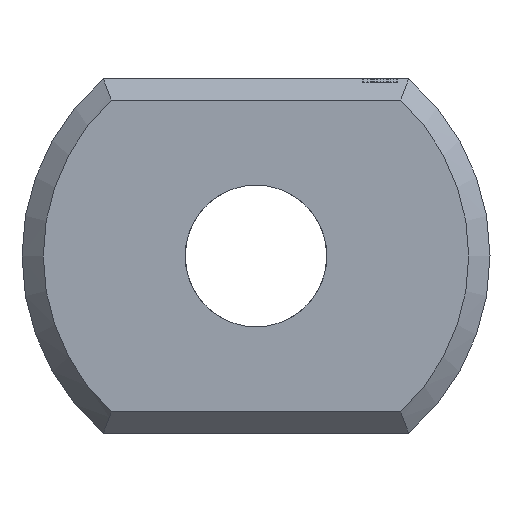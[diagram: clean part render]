
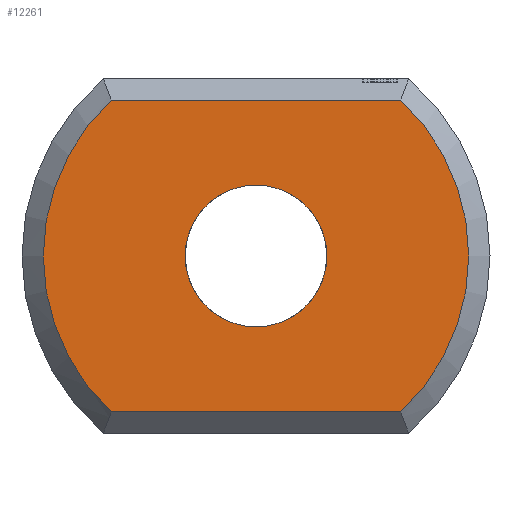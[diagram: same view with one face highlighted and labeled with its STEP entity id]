
A CAD part, left-side view. The second image highlights one B-rep face of the part: STEP entity #12261.
In plain terms, the highlighted planar face has unit normal (-1, 0, 0).
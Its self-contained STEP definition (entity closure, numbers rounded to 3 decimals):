
#298 = PLANE('',#299);
#299 = AXIS2_PLACEMENT_3D('',#300,#301,#302);
#300 = CARTESIAN_POINT('',(0.15,-2.154,-2.35));
#301 = DIRECTION('',(-0.707,0.,-0.707));
#302 = DIRECTION('',(0.,-1.,0.));
#725 = CONICAL_SURFACE('',#726,3.3,0.785);
#726 = AXIS2_PLACEMENT_3D('',#727,#728,#729);
#727 = CARTESIAN_POINT('',(0.3,0.,0.));
#728 = DIRECTION('',(1.,0.,0.));
#729 = DIRECTION('',(0.,0.653,-0.758));
#872 = CONICAL_SURFACE('',#873,3.3,0.785);
#873 = AXIS2_PLACEMENT_3D('',#874,#875,#876);
#874 = CARTESIAN_POINT('',(0.3,0.,0.));
#875 = DIRECTION('',(1.,0.,0.));
#876 = DIRECTION('',(0.,-0.653,0.758));
#909 = VERTEX_POINT('',#910);
#910 = CARTESIAN_POINT('',(0.,-2.04,-2.2));
#937 = VERTEX_POINT('',#938);
#938 = CARTESIAN_POINT('',(0.,2.04,-2.2));
#963 = EDGE_CURVE('',#909,#937,#964,.T.);
#964 = SURFACE_CURVE('',#965,(#969,#976),.PCURVE_S1.);
#965 = LINE('',#966,#967);
#966 = CARTESIAN_POINT('',(0.,-2.154,-2.2));
#967 = VECTOR('',#968,1.);
#968 = DIRECTION('',(0.,1.,0.));
#969 = PCURVE('',#298,#970);
#970 = DEFINITIONAL_REPRESENTATION('',(#971),#975);
#971 = LINE('',#972,#973);
#972 = CARTESIAN_POINT('',(0.,0.212));
#973 = VECTOR('',#974,1.);
#974 = DIRECTION('',(-1.,0.));
#975 = ( GEOMETRIC_REPRESENTATION_CONTEXT(2) 
PARAMETRIC_REPRESENTATION_CONTEXT() REPRESENTATION_CONTEXT('2D SPACE',''
  ) );
#976 = PCURVE('',#977,#982);
#977 = PLANE('',#978);
#978 = AXIS2_PLACEMENT_3D('',#979,#980,#981);
#979 = CARTESIAN_POINT('',(0.,0.,
    0.));
#980 = DIRECTION('',(1.,0.,0.));
#981 = DIRECTION('',(0.,0.,1.));
#982 = DEFINITIONAL_REPRESENTATION('',(#983),#987);
#983 = LINE('',#984,#985);
#984 = CARTESIAN_POINT('',(-2.2,2.154));
#985 = VECTOR('',#986,1.);
#986 = DIRECTION('',(0.,-1.));
#987 = ( GEOMETRIC_REPRESENTATION_CONTEXT(2) 
PARAMETRIC_REPRESENTATION_CONTEXT() REPRESENTATION_CONTEXT('2D SPACE',''
  ) );
#1763 = PLANE('',#1764);
#1764 = AXIS2_PLACEMENT_3D('',#1765,#1766,#1767);
#1765 = CARTESIAN_POINT('',(0.15,-2.154,2.35));
#1766 = DIRECTION('',(0.707,0.,-0.707
    ));
#1767 = DIRECTION('',(0.,-1.,0.));
#12048 = VERTEX_POINT('',#12049);
#12049 = CARTESIAN_POINT('',(0.,2.04,2.2));
#12074 = EDGE_CURVE('',#937,#12048,#12075,.T.);
#12075 = SURFACE_CURVE('',#12076,(#12081,#12088),.PCURVE_S1.);
#12076 = CIRCLE('',#12077,3.);
#12077 = AXIS2_PLACEMENT_3D('',#12078,#12079,#12080);
#12078 = CARTESIAN_POINT('',(0.,0.,
    0.));
#12079 = DIRECTION('',(1.,0.,0.));
#12080 = DIRECTION('',(0.,0.653,-0.758)
  );
#12081 = PCURVE('',#725,#12082);
#12082 = DEFINITIONAL_REPRESENTATION('',(#12083),#12087);
#12083 = LINE('',#12084,#12085);
#12084 = CARTESIAN_POINT('',(0.,-0.3));
#12085 = VECTOR('',#12086,1.);
#12086 = DIRECTION('',(1.,-0.));
#12087 = ( GEOMETRIC_REPRESENTATION_CONTEXT(2) 
PARAMETRIC_REPRESENTATION_CONTEXT() REPRESENTATION_CONTEXT('2D SPACE',''
  ) );
#12088 = PCURVE('',#977,#12089);
#12089 = DEFINITIONAL_REPRESENTATION('',(#12090),#12094);
#12090 = CIRCLE('',#12091,3.);
#12091 = AXIS2_PLACEMENT_2D('',#12092,#12093);
#12092 = CARTESIAN_POINT('',(0.,0.));
#12093 = DIRECTION('',(-0.758,-0.653));
#12094 = ( GEOMETRIC_REPRESENTATION_CONTEXT(2) 
PARAMETRIC_REPRESENTATION_CONTEXT() REPRESENTATION_CONTEXT('2D SPACE',''
  ) );
#12212 = VERTEX_POINT('',#12213);
#12213 = CARTESIAN_POINT('',(0.,-2.04,2.2));
#12240 = EDGE_CURVE('',#12212,#909,#12241,.T.);
#12241 = SURFACE_CURVE('',#12242,(#12247,#12254),.PCURVE_S1.);
#12242 = CIRCLE('',#12243,3.);
#12243 = AXIS2_PLACEMENT_3D('',#12244,#12245,#12246);
#12244 = CARTESIAN_POINT('',(0.,0.,
    0.));
#12245 = DIRECTION('',(1.,0.,0.));
#12246 = DIRECTION('',(0.,-0.653,0.758)
  );
#12247 = PCURVE('',#872,#12248);
#12248 = DEFINITIONAL_REPRESENTATION('',(#12249),#12253);
#12249 = LINE('',#12250,#12251);
#12250 = CARTESIAN_POINT('',(0.,-0.3));
#12251 = VECTOR('',#12252,1.);
#12252 = DIRECTION('',(1.,-0.));
#12253 = ( GEOMETRIC_REPRESENTATION_CONTEXT(2) 
PARAMETRIC_REPRESENTATION_CONTEXT() REPRESENTATION_CONTEXT('2D SPACE',''
  ) );
#12254 = PCURVE('',#977,#12255);
#12255 = DEFINITIONAL_REPRESENTATION('',(#12256),#12260);
#12256 = CIRCLE('',#12257,3.);
#12257 = AXIS2_PLACEMENT_2D('',#12258,#12259);
#12258 = CARTESIAN_POINT('',(0.,0.));
#12259 = DIRECTION('',(0.758,0.653));
#12260 = ( GEOMETRIC_REPRESENTATION_CONTEXT(2) 
PARAMETRIC_REPRESENTATION_CONTEXT() REPRESENTATION_CONTEXT('2D SPACE',''
  ) );
#12261 = ADVANCED_FACE('',(#12262,#12288),#977,.F.);
#12262 = FACE_BOUND('',#12263,.F.);
#12263 = EDGE_LOOP('',(#12264,#12265,#12286,#12287));
#12264 = ORIENTED_EDGE('',*,*,#12074,.T.);
#12265 = ORIENTED_EDGE('',*,*,#12266,.F.);
#12266 = EDGE_CURVE('',#12212,#12048,#12267,.T.);
#12267 = SURFACE_CURVE('',#12268,(#12272,#12279),.PCURVE_S1.);
#12268 = LINE('',#12269,#12270);
#12269 = CARTESIAN_POINT('',(0.,-2.154,2.2));
#12270 = VECTOR('',#12271,1.);
#12271 = DIRECTION('',(0.,1.,0.));
#12272 = PCURVE('',#977,#12273);
#12273 = DEFINITIONAL_REPRESENTATION('',(#12274),#12278);
#12274 = LINE('',#12275,#12276);
#12275 = CARTESIAN_POINT('',(2.2,2.154));
#12276 = VECTOR('',#12277,1.);
#12277 = DIRECTION('',(0.,-1.));
#12278 = ( GEOMETRIC_REPRESENTATION_CONTEXT(2) 
PARAMETRIC_REPRESENTATION_CONTEXT() REPRESENTATION_CONTEXT('2D SPACE',''
  ) );
#12279 = PCURVE('',#1763,#12280);
#12280 = DEFINITIONAL_REPRESENTATION('',(#12281),#12285);
#12281 = LINE('',#12282,#12283);
#12282 = CARTESIAN_POINT('',(0.,0.212));
#12283 = VECTOR('',#12284,1.);
#12284 = DIRECTION('',(-1.,0.));
#12285 = ( GEOMETRIC_REPRESENTATION_CONTEXT(2) 
PARAMETRIC_REPRESENTATION_CONTEXT() REPRESENTATION_CONTEXT('2D SPACE',''
  ) );
#12286 = ORIENTED_EDGE('',*,*,#12240,.T.);
#12287 = ORIENTED_EDGE('',*,*,#963,.T.);
#12288 = FACE_BOUND('',#12289,.T.);
#12289 = EDGE_LOOP('',(#12290));
#12290 = ORIENTED_EDGE('',*,*,#12291,.T.);
#12291 = EDGE_CURVE('',#12292,#12292,#12294,.T.);
#12292 = VERTEX_POINT('',#12293);
#12293 = CARTESIAN_POINT('',(0.,1.,0.));
#12294 = SURFACE_CURVE('',#12295,(#12300,#12307),.PCURVE_S1.);
#12295 = CIRCLE('',#12296,1.);
#12296 = AXIS2_PLACEMENT_3D('',#12297,#12298,#12299);
#12297 = CARTESIAN_POINT('',(0.,0.,0.));
#12298 = DIRECTION('',(1.,0.,0.));
#12299 = DIRECTION('',(0.,1.,0.));
#12300 = PCURVE('',#977,#12301);
#12301 = DEFINITIONAL_REPRESENTATION('',(#12302),#12306);
#12302 = CIRCLE('',#12303,1.);
#12303 = AXIS2_PLACEMENT_2D('',#12304,#12305);
#12304 = CARTESIAN_POINT('',(0.,0.));
#12305 = DIRECTION('',(0.,-1.));
#12306 = ( GEOMETRIC_REPRESENTATION_CONTEXT(2) 
PARAMETRIC_REPRESENTATION_CONTEXT() REPRESENTATION_CONTEXT('2D SPACE',''
  ) );
#12307 = PCURVE('',#12308,#12313);
#12308 = CYLINDRICAL_SURFACE('',#12309,1.);
#12309 = AXIS2_PLACEMENT_3D('',#12310,#12311,#12312);
#12310 = CARTESIAN_POINT('',(0.,0.,0.));
#12311 = DIRECTION('',(-1.,0.,0.));
#12312 = DIRECTION('',(0.,1.,0.));
#12313 = DEFINITIONAL_REPRESENTATION('',(#12314),#12318);
#12314 = LINE('',#12315,#12316);
#12315 = CARTESIAN_POINT('',(-0.,0.));
#12316 = VECTOR('',#12317,1.);
#12317 = DIRECTION('',(-1.,0.));
#12318 = ( GEOMETRIC_REPRESENTATION_CONTEXT(2) 
PARAMETRIC_REPRESENTATION_CONTEXT() REPRESENTATION_CONTEXT('2D SPACE',''
  ) );
